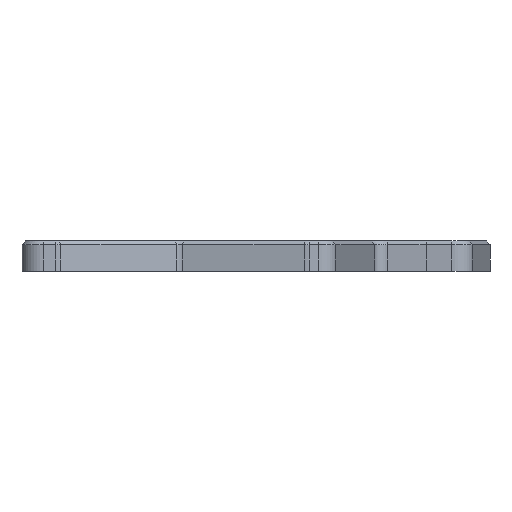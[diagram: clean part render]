
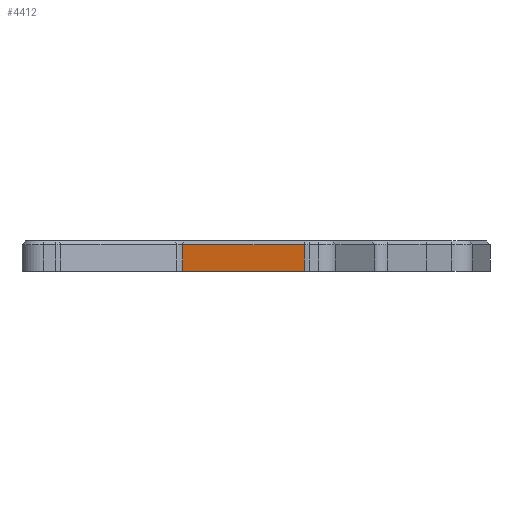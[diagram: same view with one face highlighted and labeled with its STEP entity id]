
A CAD part, left-side view. The second image highlights one B-rep face of the part: STEP entity #4412.
In plain terms, the highlighted planar face has unit normal (-0.985, 0.174, 0).
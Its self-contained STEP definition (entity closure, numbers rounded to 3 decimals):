
#194=PLANE('',#4845);
#427=FACE_OUTER_BOUND('',#694,.T.);
#694=EDGE_LOOP('',(#3749,#3750,#3751,#3752));
#1090=LINE('',#7242,#1538);
#1120=LINE('',#7321,#1568);
#1121=LINE('',#7325,#1569);
#1122=LINE('',#7326,#1570);
#1538=VECTOR('',#5902,10.);
#1568=VECTOR('',#5990,10.);
#1569=VECTOR('',#5995,10.);
#1570=VECTOR('',#5996,10.);
#2154=VERTEX_POINT('',#7236);
#2155=VERTEX_POINT('',#7240);
#2175=VERTEX_POINT('',#7320);
#2176=VERTEX_POINT('',#7324);
#2704=EDGE_CURVE('',#2154,#2155,#1090,.T.);
#2743=EDGE_CURVE('',#2155,#2175,#1120,.T.);
#2745=EDGE_CURVE('',#2176,#2154,#1121,.T.);
#2746=EDGE_CURVE('',#2176,#2175,#1122,.T.);
#3749=ORIENTED_EDGE('',*,*,#2704,.F.);
#3750=ORIENTED_EDGE('',*,*,#2745,.F.);
#3751=ORIENTED_EDGE('',*,*,#2746,.T.);
#3752=ORIENTED_EDGE('',*,*,#2743,.F.);
#4412=ADVANCED_FACE('',(#427),#194,.T.);
#4845=AXIS2_PLACEMENT_3D('',#7323,#5993,#5994);
#5902=DIRECTION('',(-0.174,-0.985,0.));
#5990=DIRECTION('',(0.,0.,-1.));
#5993=DIRECTION('center_axis',(-0.985,0.174,0.));
#5994=DIRECTION('ref_axis',(-0.174,-0.985,0.));
#5995=DIRECTION('',(0.,0.,1.));
#5996=DIRECTION('',(-0.174,-0.985,0.));
#7236=CARTESIAN_POINT('',(-283.431,39.669,8.4));
#7240=CARTESIAN_POINT('',(-288.907,8.616,8.4));
#7242=CARTESIAN_POINT('',(-283.084,41.639,8.4));
#7320=CARTESIAN_POINT('',(-288.907,8.616,1.6));
#7321=CARTESIAN_POINT('',(-288.907,8.616,1.6));
#7323=CARTESIAN_POINT('Origin',(-283.292,40.461,1.6));
#7324=CARTESIAN_POINT('',(-283.431,39.669,1.6));
#7325=CARTESIAN_POINT('',(-283.431,39.669,1.6));
#7326=CARTESIAN_POINT('',(-283.292,40.461,1.6));
